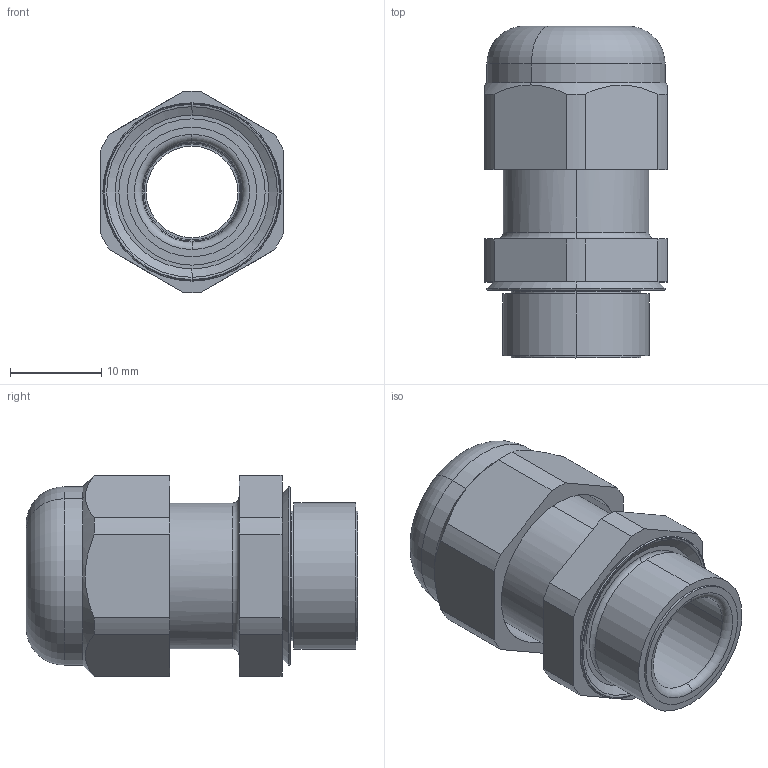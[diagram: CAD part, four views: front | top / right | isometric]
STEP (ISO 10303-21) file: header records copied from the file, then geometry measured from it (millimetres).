
FILE_DESCRIPTION (( 'STEP AP214' ), '1' );
FILE_NAME ('2022845.stp', '2018-01-03T14:05:42', ( '' ), ( '' ), 'SwSTEP 2.0', 'SolidWorks 2016', '' );
FILE_SCHEMA (( 'AUTOMOTIVE_DESIGN' ));
Length unit declared in the file: millimetre
Products named in the file (4): EV501_M16; 0005752_grafische Darstellung; 0005724_grafische Darstellung; 2022845
Assembly tree (3 placements, depth 2):
  2022845
    0005724_grafische Darstellung
    0005752_grafische Darstellung
    EV501_M16
Bounding box: 20 x 36.3 x 21.99 mm (x, y, z)
Volume: 5395.4 mm3; surface area: 6234.7 mm2
Topology: 3 solids, 3 shells, 224 faces, 587 edges, 375 vertices
Faces by surface type: plane 84, cylinder 68, torus 52, cone 20
Entity records: 7456 total; most frequent: CARTESIAN_POINT 1854, ORIENTED_EDGE 1174, DIRECTION 1156, EDGE_CURVE 587, AXIS2_PLACEMENT_3D 469, VERTEX_POINT 375, CIRCLE 239, EDGE_LOOP 236
